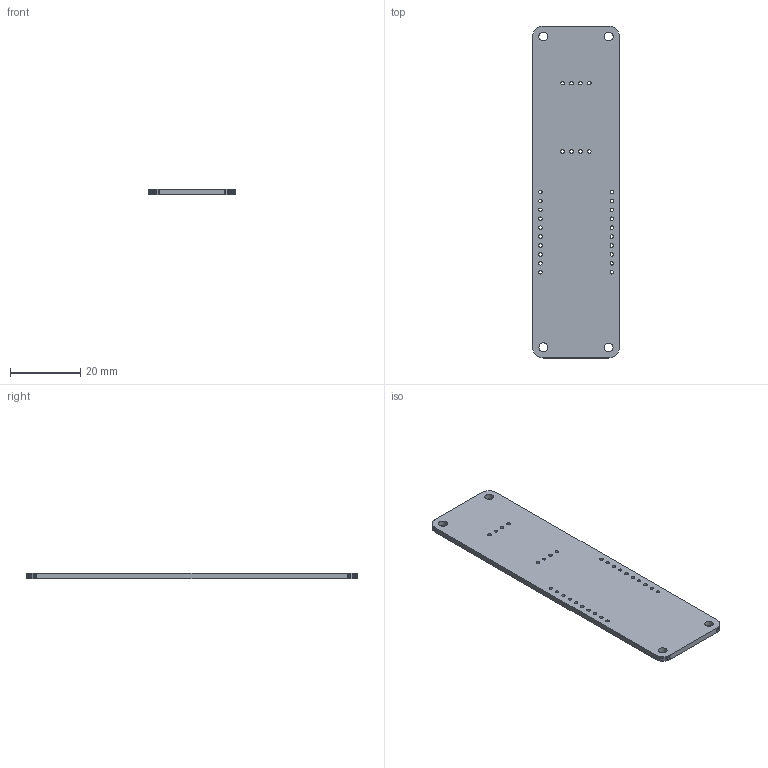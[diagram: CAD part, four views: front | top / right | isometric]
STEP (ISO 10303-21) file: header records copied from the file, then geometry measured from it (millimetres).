
FILE_DESCRIPTION(('KiCad electronic assembly'),'2;1');
FILE_NAME('BDLE-XL.step','2023-06-21T20:17:04',('Pcbnew'),('Kicad'), 'Open CASCADE STEP processor 7.6','KiCad to STEP converter','Unknown' );
FILE_SCHEMA(('AUTOMOTIVE_DESIGN { 1 0 10303 214 1 1 1 1 }'));
Length unit declared in the file: millimetre
Products named in the file (2): BDLE-XL 1; PCB
Assembly tree (1 placements, depth 2):
  BDLE-XL 1
    PCB
Bounding box: 24.65 x 94.55 x 1.6 mm (x, y, z)
Volume: 3650 mm3; surface area: 5126.7 mm2
Topology: 1 solids, 1 shells, 94 faces, 276 edges, 184 vertices
Faces by surface type: plane 62, cylinder 32
Full cylindrical faces by diameter (mm): 1 x28, 2.5 x4
Entity records: 7079 total; most frequent: CARTESIAN_POINT 1492, DIRECTION 1020, LINE 700, VECTOR 700, ORIENTED_EDGE 552, PCURVE 552, DEFINITIONAL_REPRESENTATION 552, EDGE_CURVE 276
